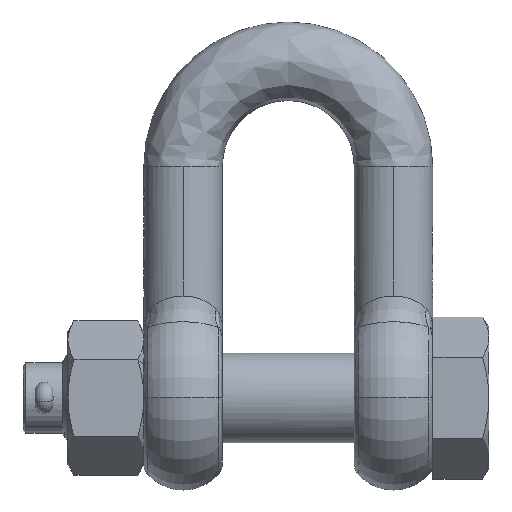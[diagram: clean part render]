
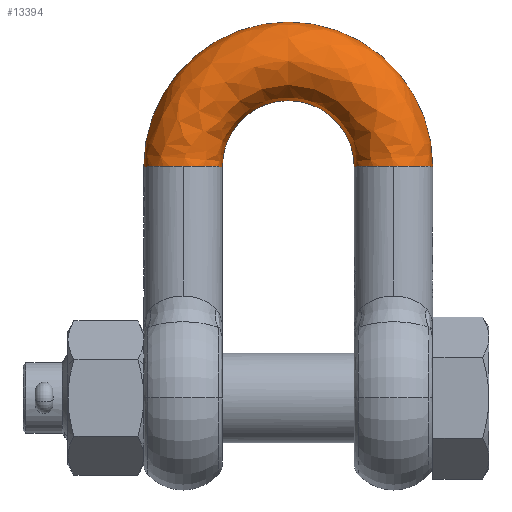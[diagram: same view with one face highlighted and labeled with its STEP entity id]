
A CAD part, top view. The second image highlights one B-rep face of the part: STEP entity #13394.
In plain terms, the highlighted free-form (B-spline) face has degree [3, 3] with [4, 4] control points.
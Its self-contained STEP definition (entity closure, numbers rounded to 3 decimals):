
#995 = CARTESIAN_POINT ( 'NONE',  ( -37.5, 82.5, 14. ) ) ;
#996 = DIRECTION ( 'NONE',  ( 0., 0., -1. ) ) ;
#997 = DIRECTION ( 'NONE',  ( 0., -1., 0. ) ) ;
#998 = AXIS2_PLACEMENT_3D ( 'NONE', #1032, #997, #996 ) ;
#999 = CIRCLE ( 'NONE', #998, 14. ) ;
#1032 = CARTESIAN_POINT ( 'NONE',  ( -37.5, 82.5, 0. ) ) ;
#1033 = CARTESIAN_POINT ( 'NONE',  ( -23.5, 82.5, 0. ) ) ;
#11427 = CARTESIAN_POINT ( 'NONE',  ( -51.5, 82.5, 0. ) ) ;
#11428 = DIRECTION ( 'NONE',  ( 0., 0., -1. ) ) ;
#11429 = DIRECTION ( 'NONE',  ( 0., -1., 0. ) ) ;
#11430 = CARTESIAN_POINT ( 'NONE',  ( -37.5, 82.5, 0. ) ) ;
#11431 = AXIS2_PLACEMENT_3D ( 'NONE', #11430, #11429, #11428 ) ;
#11436 = CIRCLE ( 'NONE', #11431, 14. ) ;
#13333 = ORIENTED_EDGE ( 'NONE', *, *, #22120, .F. ) ;
#13394 = ADVANCED_FACE ( 'NONE', ( #22764 ), #22763, .F. ) ;
#13395 = EDGE_LOOP ( 'NONE', ( #13396, #13397, #13433, #13435, #13436, #13333 ) ) ;
#13396 = ORIENTED_EDGE ( 'NONE', *, *, #20223, .F. ) ;
#13397 = ORIENTED_EDGE ( 'NONE', *, *, #13431, .T. ) ;
#13431 = EDGE_CURVE ( 'NONE', #20221, #13432, #29493, .T. ) ;
#13432 = VERTEX_POINT ( 'NONE', #29494 ) ;
#13433 = ORIENTED_EDGE ( 'NONE', *, *, #13434, .T. ) ;
#13434 = EDGE_CURVE ( 'NONE', #13432, #14598, #29629, .T. ) ;
#13435 = ORIENTED_EDGE ( 'NONE', *, *, #14727, .T. ) ;
#13436 = ORIENTED_EDGE ( 'NONE', *, *, #13437, .T. ) ;
#13437 = EDGE_CURVE ( 'NONE', #14599, #22121, #29624, .T. ) ;
#14598 = VERTEX_POINT ( 'NONE', #25306 ) ;
#14599 = VERTEX_POINT ( 'NONE', #25305 ) ;
#14727 = EDGE_CURVE ( 'NONE', #14598, #14599, #25884, .T. ) ;
#20221 = VERTEX_POINT ( 'NONE', #1033 ) ;
#20223 = EDGE_CURVE ( 'NONE', #20221, #20224, #999, .T. ) ;
#20224 = VERTEX_POINT ( 'NONE', #995 ) ;
#22120 = EDGE_CURVE ( 'NONE', #20224, #22121, #11436, .T. ) ;
#22121 = VERTEX_POINT ( 'NONE', #11427 ) ;
#22763 =( BOUNDED_SURFACE ( )  B_SPLINE_SURFACE ( 3, 3, ( 
 ( #29586, #29585, #29584, #29639 ),
 ( #29638, #29637, #29614, #29613 ),
 ( #29612, #29611, #29610, #29519 ),
 ( #29518, #29517, #29516, #29515 ) ),
 .UNSPECIFIED., .F., .F., .F. ) 
 B_SPLINE_SURFACE_WITH_KNOTS ( ( 4, 4 ),
 ( 4, 4 ),
 ( 0., 1. ),
 ( 0., 1. ),
 .UNSPECIFIED. ) 
 GEOMETRIC_REPRESENTATION_ITEM ( )  RATIONAL_B_SPLINE_SURFACE ( (
 ( 1., 0.333, 0.333, 1.),
 ( 0.333, 0.111, 0.111, 0.333),
 ( 0.333, 0.111, 0.111, 0.333),
 ( 1., 0.333, 0.333, 1.) ) ) 
 REPRESENTATION_ITEM ( '' )  SURFACE ( )  );
#22764 = FACE_OUTER_BOUND ( 'NONE', #13395, .T. ) ;
#25305 = CARTESIAN_POINT ( 'NONE',  ( 51.5, 82.5, 0. ) ) ;
#25306 = CARTESIAN_POINT ( 'NONE',  ( 37.5, 82.5, 14. ) ) ;
#25881 = DIRECTION ( 'NONE',  ( 1., 0., 0. ) ) ;
#25882 = DIRECTION ( 'NONE',  ( 0., 1., 0. ) ) ;
#25883 = AXIS2_PLACEMENT_3D ( 'NONE', #25890, #25882, #25881 ) ;
#25884 = CIRCLE ( 'NONE', #25883, 14. ) ;
#25890 = CARTESIAN_POINT ( 'NONE',  ( 37.5, 82.5, 0. ) ) ;
#29489 = DIRECTION ( 'NONE',  ( -1., 0., 0. ) ) ;
#29490 = DIRECTION ( 'NONE',  ( 0., 0., -1. ) ) ;
#29491 = CARTESIAN_POINT ( 'NONE',  ( 0., 82.5, 0. ) ) ;
#29492 = AXIS2_PLACEMENT_3D ( 'NONE', #29491, #29490, #29489 ) ;
#29493 = CIRCLE ( 'NONE', #29492, 23.5 ) ;
#29494 = CARTESIAN_POINT ( 'NONE',  ( 23.5, 82.5, 0. ) ) ;
#29515 = CARTESIAN_POINT ( 'NONE',  ( 51.5, 82.5, 0. ) ) ;
#29516 = CARTESIAN_POINT ( 'NONE',  ( 51.5, 185.5, 0. ) ) ;
#29517 = CARTESIAN_POINT ( 'NONE',  ( -51.5, 185.5, 0. ) ) ;
#29518 = CARTESIAN_POINT ( 'NONE',  ( -51.5, 82.5, 0. ) ) ;
#29519 = CARTESIAN_POINT ( 'NONE',  ( 51.5, 82.5, 28. ) ) ;
#29584 = CARTESIAN_POINT ( 'NONE',  ( 23.5, 129.5, 0. ) ) ;
#29585 = CARTESIAN_POINT ( 'NONE',  ( -23.5, 129.5, 0. ) ) ;
#29586 = CARTESIAN_POINT ( 'NONE',  ( -23.5, 82.5, 0. ) ) ;
#29610 = CARTESIAN_POINT ( 'NONE',  ( 51.5, 185.5, 28. ) ) ;
#29611 = CARTESIAN_POINT ( 'NONE',  ( -51.5, 185.5, 28. ) ) ;
#29612 = CARTESIAN_POINT ( 'NONE',  ( -51.5, 82.5, 28. ) ) ;
#29613 = CARTESIAN_POINT ( 'NONE',  ( 23.5, 82.5, 28. ) ) ;
#29614 = CARTESIAN_POINT ( 'NONE',  ( 23.5, 129.5, 28. ) ) ;
#29621 = DIRECTION ( 'NONE',  ( -1., 0., 0. ) ) ;
#29622 = DIRECTION ( 'NONE',  ( 0., 0., 1. ) ) ;
#29623 = AXIS2_PLACEMENT_3D ( 'NONE', #29630, #29622, #29621 ) ;
#29624 = CIRCLE ( 'NONE', #29623, 51.5 ) ;
#29625 = DIRECTION ( 'NONE',  ( 1., 0., 0. ) ) ;
#29626 = DIRECTION ( 'NONE',  ( 0., 1., 0. ) ) ;
#29627 = CARTESIAN_POINT ( 'NONE',  ( 37.5, 82.5, 0. ) ) ;
#29628 = AXIS2_PLACEMENT_3D ( 'NONE', #29627, #29626, #29625 ) ;
#29629 = CIRCLE ( 'NONE', #29628, 14. ) ;
#29630 = CARTESIAN_POINT ( 'NONE',  ( 0., 82.5, 0. ) ) ;
#29637 = CARTESIAN_POINT ( 'NONE',  ( -23.5, 129.5, 28. ) ) ;
#29638 = CARTESIAN_POINT ( 'NONE',  ( -23.5, 82.5, 28. ) ) ;
#29639 = CARTESIAN_POINT ( 'NONE',  ( 23.5, 82.5, 0. ) ) ;
